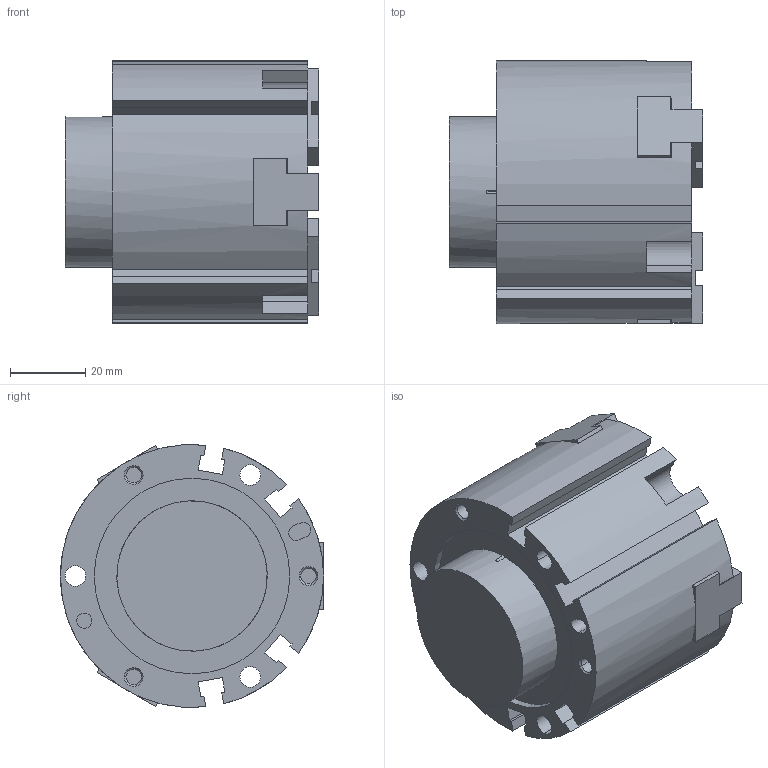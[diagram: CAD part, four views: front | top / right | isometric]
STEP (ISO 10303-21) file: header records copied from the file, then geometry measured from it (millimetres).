
FILE_DESCRIPTION(('FreeCAD Model'),'2;1');
FILE_NAME('Open CASCADE Shape Model','2021-05-27T05:32:45',('Author'),( ''),'Open CASCADE STEP processor 7.4','FreeCAD','Unknown');
FILE_SCHEMA(('AUTOMOTIVE_DESIGN { 1 0 10303 214 1 1 1 1 }'));
Length unit declared in the file: millimetre
Products named in the file (3): Unnamed3; KR6_KR10_R900_sixx_22; Product002
Assembly tree (2 placements, depth 2):
  Unnamed3
    KR6_KR10_R900_sixx_22
    Product002
Bounding box: 67.49 x 70 x 69.89 mm (x, y, z)
Volume: 196401.1 mm3; surface area: 41781.7 mm2
Topology: 5 solids, 5 shells, 200 faces, 507 edges, 338 vertices
Faces by surface type: plane 132, cylinder 47, cone 21
Full cylindrical faces by diameter (mm): 5 x8, 20 x1, 40 x1
Entity records: 12828 total; most frequent: CARTESIAN_POINT 2198, DIRECTION 2065, LINE 1224, VECTOR 1224, ORIENTED_EDGE 1014, PCURVE 1014, DEFINITIONAL_REPRESENTATION 1014, EDGE_CURVE 507
